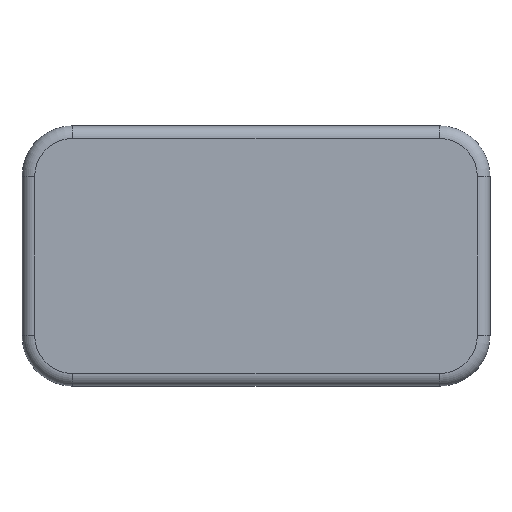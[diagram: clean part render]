
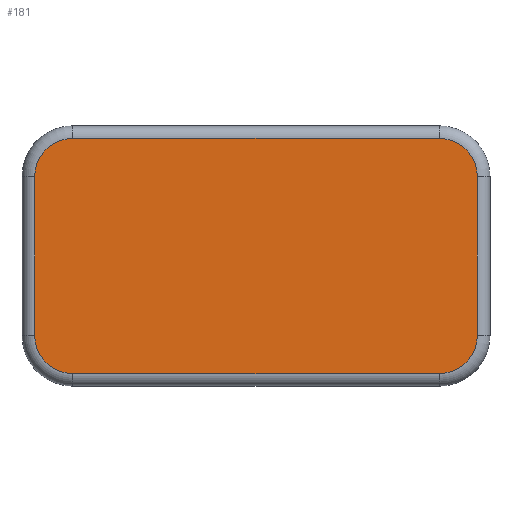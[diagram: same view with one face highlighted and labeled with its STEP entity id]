
A CAD part, front view. The second image highlights one B-rep face of the part: STEP entity #181.
In plain terms, the highlighted planar face has unit normal (0, -1, 0).
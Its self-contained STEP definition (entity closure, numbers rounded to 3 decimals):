
#17 = PLANE ( 'NONE',  #444 ) ;
#91 = CARTESIAN_POINT ( 'NONE',  ( 21.68, 0., -9.4 ) ) ;
#96 = ORIENTED_EDGE ( 'NONE', *, *, #800, .T. ) ;
#144 = ORIENTED_EDGE ( 'NONE', *, *, #706, .T. ) ;
#149 = EDGE_CURVE ( 'NONE', #1140, #920, #1512, .T. ) ;
#174 = DIRECTION ( 'NONE',  ( 0., 0., -1. ) ) ;
#181 = ADVANCED_FACE ( 'NONE', ( #1569 ), #17, .T. ) ;
#183 = CARTESIAN_POINT ( 'NONE',  ( 26.18, 0., -9.4 ) ) ;
#225 = EDGE_CURVE ( 'NONE', #1689, #862, #1305, .T. ) ;
#243 = VECTOR ( 'NONE', #594, 1000. ) ;
#295 = DIRECTION ( 'NONE',  ( 0., -1., 0. ) ) ;
#302 = CIRCLE ( 'NONE', #1333, 4.5 ) ;
#306 = VECTOR ( 'NONE', #977, 1000. ) ;
#331 = ORIENTED_EDGE ( 'NONE', *, *, #1105, .T. ) ;
#353 = DIRECTION ( 'NONE',  ( 0., -1., 0. ) ) ;
#358 = EDGE_CURVE ( 'NONE', #593, #1061, #302, .T. ) ;
#392 = VERTEX_POINT ( 'NONE', #1632 ) ;
#433 = CARTESIAN_POINT ( 'NONE',  ( -21.68, 0., 13.9 ) ) ;
#444 = AXIS2_PLACEMENT_3D ( 'NONE', #1112, #1390, #1009 ) ;
#446 = DIRECTION ( 'NONE',  ( 0., 0., -1. ) ) ;
#504 = CARTESIAN_POINT ( 'NONE',  ( 21.68, 0., 13.9 ) ) ;
#579 = DIRECTION ( 'NONE',  ( 1., 0., 0. ) ) ;
#586 = AXIS2_PLACEMENT_3D ( 'NONE', #1301, #756, #1445 ) ;
#593 = VERTEX_POINT ( 'NONE', #1253 ) ;
#594 = DIRECTION ( 'NONE',  ( 0., 0., 1. ) ) ;
#598 = ORIENTED_EDGE ( 'NONE', *, *, #358, .T. ) ;
#609 = CARTESIAN_POINT ( 'NONE',  ( 26.18, 0., 9.4 ) ) ;
#687 = VERTEX_POINT ( 'NONE', #1292 ) ;
#693 = ORIENTED_EDGE ( 'NONE', *, *, #1650, .T. ) ;
#694 = DIRECTION ( 'NONE',  ( 0., -1., 0. ) ) ;
#706 = EDGE_CURVE ( 'NONE', #392, #687, #1770, .T. ) ;
#732 = AXIS2_PLACEMENT_3D ( 'NONE', #1123, #295, #446 ) ;
#744 = ORIENTED_EDGE ( 'NONE', *, *, #813, .T. ) ;
#756 = DIRECTION ( 'NONE',  ( 0., -1., 0. ) ) ;
#773 = ORIENTED_EDGE ( 'NONE', *, *, #225, .T. ) ;
#800 = EDGE_CURVE ( 'NONE', #1061, #1140, #1170, .T. ) ;
#813 = EDGE_CURVE ( 'NONE', #687, #1689, #1697, .T. ) ;
#862 = VERTEX_POINT ( 'NONE', #1043 ) ;
#879 = CARTESIAN_POINT ( 'NONE',  ( 21.68, 0., -13.9 ) ) ;
#915 = CARTESIAN_POINT ( 'NONE',  ( 26.18, 0., 9.4 ) ) ;
#920 = VERTEX_POINT ( 'NONE', #504 ) ;
#961 = EDGE_LOOP ( 'NONE', ( #693, #598, #96, #1033, #331, #144, #744, #773 ) ) ;
#977 = DIRECTION ( 'NONE',  ( -1., 0., 0. ) ) ;
#981 = VECTOR ( 'NONE', #1580, 1000. ) ;
#1009 = DIRECTION ( 'NONE',  ( 0., 0., -1. ) ) ;
#1033 = ORIENTED_EDGE ( 'NONE', *, *, #149, .T. ) ;
#1043 = CARTESIAN_POINT ( 'NONE',  ( -21.68, 0., -13.9 ) ) ;
#1061 = VERTEX_POINT ( 'NONE', #183 ) ;
#1105 = EDGE_CURVE ( 'NONE', #920, #392, #1692, .T. ) ;
#1112 = CARTESIAN_POINT ( 'NONE',  ( 0., 0., 0. ) ) ;
#1123 = CARTESIAN_POINT ( 'NONE',  ( 21.68, 0., 9.4 ) ) ;
#1140 = VERTEX_POINT ( 'NONE', #915 ) ;
#1141 = LINE ( 'NONE', #879, #1349 ) ;
#1170 = LINE ( 'NONE', #609, #243 ) ;
#1253 = CARTESIAN_POINT ( 'NONE',  ( 21.68, 0., -13.9 ) ) ;
#1285 = CARTESIAN_POINT ( 'NONE',  ( -26.18, 0., -9.4 ) ) ;
#1292 = CARTESIAN_POINT ( 'NONE',  ( -26.18, 0., 9.4 ) ) ;
#1301 = CARTESIAN_POINT ( 'NONE',  ( -21.68, 0., 9.4 ) ) ;
#1305 = CIRCLE ( 'NONE', #1572, 4.5 ) ;
#1333 = AXIS2_PLACEMENT_3D ( 'NONE', #91, #353, #1764 ) ;
#1349 = VECTOR ( 'NONE', #579, 1000. ) ;
#1390 = DIRECTION ( 'NONE',  ( 0., -1., 0. ) ) ;
#1445 = DIRECTION ( 'NONE',  ( 0., 0., -1. ) ) ;
#1512 = CIRCLE ( 'NONE', #732, 4.5 ) ;
#1569 = FACE_OUTER_BOUND ( 'NONE', #961, .T. ) ;
#1572 = AXIS2_PLACEMENT_3D ( 'NONE', #1694, #694, #174 ) ;
#1580 = DIRECTION ( 'NONE',  ( 0., 0., -1. ) ) ;
#1632 = CARTESIAN_POINT ( 'NONE',  ( -21.68, 0., 13.9 ) ) ;
#1650 = EDGE_CURVE ( 'NONE', #862, #593, #1141, .T. ) ;
#1681 = CARTESIAN_POINT ( 'NONE',  ( -26.18, 0., -9.4 ) ) ;
#1689 = VERTEX_POINT ( 'NONE', #1681 ) ;
#1692 = LINE ( 'NONE', #433, #306 ) ;
#1694 = CARTESIAN_POINT ( 'NONE',  ( -21.68, 0., -9.4 ) ) ;
#1697 = LINE ( 'NONE', #1285, #981 ) ;
#1764 = DIRECTION ( 'NONE',  ( 0., 0., -1. ) ) ;
#1770 = CIRCLE ( 'NONE', #586, 4.5 ) ;
